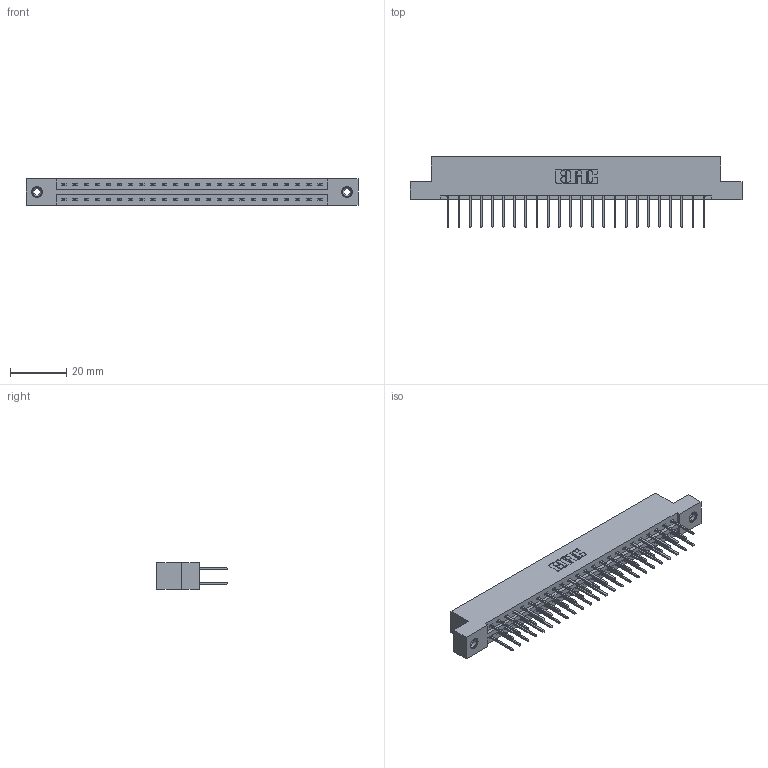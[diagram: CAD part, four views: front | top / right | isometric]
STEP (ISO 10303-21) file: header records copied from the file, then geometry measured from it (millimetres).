
FILE_DESCRIPTION (( 'STEP AP203' ), '1' );
FILE_NAME ('337-048-523-208.STEP', '2018-08-09T09:39:01', ( '' ), ( '' ), 'SwSTEP 2.0', 'SolidWorks 2016', '' );
FILE_SCHEMA (( 'CONFIG_CONTROL_DESIGN' ));
Length unit declared in the file: inch
Products named in the file (4): 337-048-523-208; 337 Part_Flush Mounting Lugs - 0.156 Dia-TI; 345-292-001_345-293-123; 345-250-001_345-250-003-102
Assembly tree (51 placements, depth 2):
  337-048-523-208
    337 Part_Flush Mounting Lugs - 0.156 Dia-TI
    345-292-001_345-293-123  x48
    345-250-001_345-250-003-102  x2
Bounding box: 118.11 x 25.15 x 9.4 mm (x, y, z)
Volume: 12299.7 mm3; surface area: 14221.4 mm2
Topology: 51 solids, 51 shells, 2766 faces, 8175 edges, 5378 vertices
Faces by surface type: plane 1926, cylinder 824, cone 12, torus 4
Entity records: 22140 total; most frequent: CARTESIAN_POINT 3725, ORIENTED_EDGE 3654, DIRECTION 3233, EDGE_CURVE 1827, VECTOR 1679, LINE 1679, VERTEX_POINT 1212, AXIS2_PLACEMENT_3D 777
